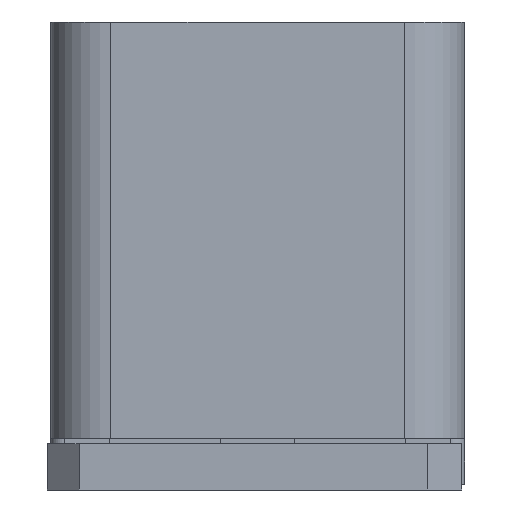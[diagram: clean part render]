
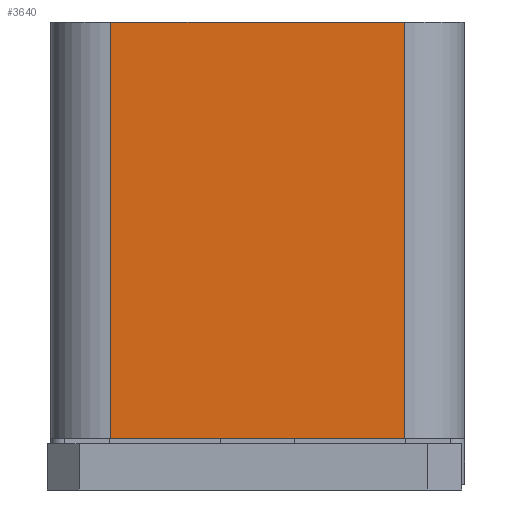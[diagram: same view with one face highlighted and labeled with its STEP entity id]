
A CAD part, front view. The second image highlights one B-rep face of the part: STEP entity #3640.
In plain terms, the highlighted face is planar.
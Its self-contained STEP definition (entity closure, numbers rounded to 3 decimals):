
#160 = ORIENTED_EDGE ( 'NONE', *, *, #3259, .F. ) ;
#489 = VERTEX_POINT ( 'NONE', #3615 ) ;
#740 = VERTEX_POINT ( 'NONE', #2295 ) ;
#769 = EDGE_CURVE ( 'NONE', #489, #1145, #2952, .T. ) ;
#911 = DIRECTION ( 'NONE',  ( 1., 0., 0. ) ) ;
#1070 = CARTESIAN_POINT ( 'NONE',  ( 2.248, 12., 4.734 ) ) ;
#1091 = ORIENTED_EDGE ( 'NONE', *, *, #2188, .T. ) ;
#1145 = VERTEX_POINT ( 'NONE', #2699 ) ;
#1202 = ORIENTED_EDGE ( 'NONE', *, *, #769, .T. ) ;
#1243 = DIRECTION ( 'NONE',  ( 0., 0., -1. ) ) ;
#1250 = AXIS2_PLACEMENT_3D ( 'NONE', #3331, #1243, #1828 ) ;
#1475 = CARTESIAN_POINT ( 'NONE',  ( 8.598, 3., 4.734 ) ) ;
#1553 = VECTOR ( 'NONE', #911, 1000. ) ;
#1628 = LINE ( 'NONE', #1070, #2602 ) ;
#1677 = CARTESIAN_POINT ( 'NONE',  ( 2.248, 3., 4.734 ) ) ;
#1681 = EDGE_CURVE ( 'NONE', #2504, #1145, #1628, .T. ) ;
#1707 = DIRECTION ( 'NONE',  ( 0., 1., 0. ) ) ;
#1745 = PLANE ( 'NONE',  #1250 ) ;
#1828 = DIRECTION ( 'NONE',  ( 1., 0., 0. ) ) ;
#1930 = VECTOR ( 'NONE', #1707, 1000. ) ;
#1937 = LINE ( 'NONE', #1677, #3382 ) ;
#2085 = FACE_OUTER_BOUND ( 'NONE', #2203, .T. ) ;
#2117 = CARTESIAN_POINT ( 'NONE',  ( 2.248, 3., 4.734 ) ) ;
#2188 = EDGE_CURVE ( 'NONE', #740, #489, #2582, .T. ) ;
#2203 = EDGE_LOOP ( 'NONE', ( #3571, #160, #1091, #1202 ) ) ;
#2295 = CARTESIAN_POINT ( 'NONE',  ( 2.248, 3., 4.734 ) ) ;
#2504 = VERTEX_POINT ( 'NONE', #3409 ) ;
#2582 = LINE ( 'NONE', #2117, #1553 ) ;
#2602 = VECTOR ( 'NONE', #2821, 1000. ) ;
#2699 = CARTESIAN_POINT ( 'NONE',  ( 8.598, 12., 4.734 ) ) ;
#2821 = DIRECTION ( 'NONE',  ( 1., 0., 0. ) ) ;
#2952 = LINE ( 'NONE', #1475, #1930 ) ;
#3259 = EDGE_CURVE ( 'NONE', #740, #2504, #1937, .T. ) ;
#3331 = CARTESIAN_POINT ( 'NONE',  ( 2.248, 3., 4.734 ) ) ;
#3382 = VECTOR ( 'NONE', #3673, 1000. ) ;
#3409 = CARTESIAN_POINT ( 'NONE',  ( 2.248, 12., 4.734 ) ) ;
#3571 = ORIENTED_EDGE ( 'NONE', *, *, #1681, .F. ) ;
#3615 = CARTESIAN_POINT ( 'NONE',  ( 8.598, 3., 4.734 ) ) ;
#3640 = ADVANCED_FACE ( 'NONE', ( #2085 ), #1745, .F. ) ;
#3673 = DIRECTION ( 'NONE',  ( 0., 1., 0. ) ) ;
